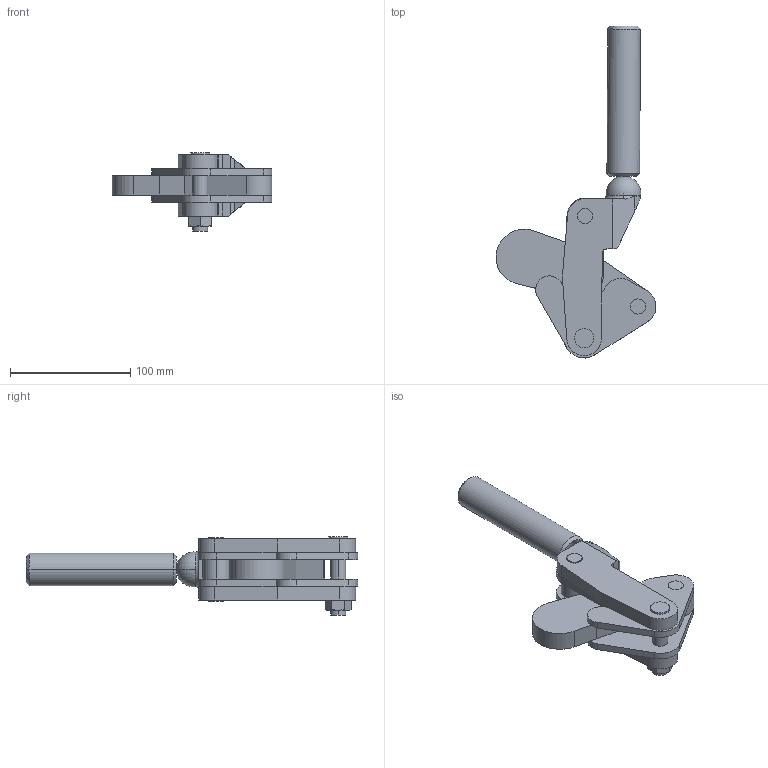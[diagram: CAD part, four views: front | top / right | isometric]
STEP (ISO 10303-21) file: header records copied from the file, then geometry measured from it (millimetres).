
FILE_DESCRIPTION (( 'STEP AP214' ), '1' );
FILE_NAME ('GH-70605(Â²¤Æ).STEP', '2020-03-06T07:13:11', ( 'LinWei' ), ( '' ), 'SwSTEP 2.0', 'SolidWorks 2016', '' );
FILE_SCHEMA (( 'AUTOMOTIVE_DESIGN' ));
Length unit declared in the file: millimetre
Products named in the file (6): 3700908-1^GH-70605(簡化); 17060501-1^GH-70605(簡化); Group5^GH-70605(簡化); Group3^GH-70605(簡化); Group1^GH-70605(簡化); GH-70605(簡化)
Assembly tree (5 placements, depth 2):
  GH-70605(簡化)
    Group1^GH-70605(簡化)
    Group3^GH-70605(簡化)
    Group5^GH-70605(簡化)
    17060501-1^GH-70605(簡化)
    3700908-1^GH-70605(簡化)
Bounding box: 133.19 x 276.41 x 65 mm (x, y, z)
Volume: 331346.5 mm3; surface area: 101175.7 mm2
Topology: 5 solids, 5 shells, 147 faces, 364 edges, 238 vertices
Faces by surface type: cylinder 68, plane 61, cone 10, torus 6, sphere 2
Entity records: 4868 total; most frequent: CARTESIAN_POINT 884, DIRECTION 803, ORIENTED_EDGE 718, EDGE_CURVE 359, AXIS2_PLACEMENT_3D 314, VERTEX_POINT 235, EDGE_LOOP 178, VECTOR 175
